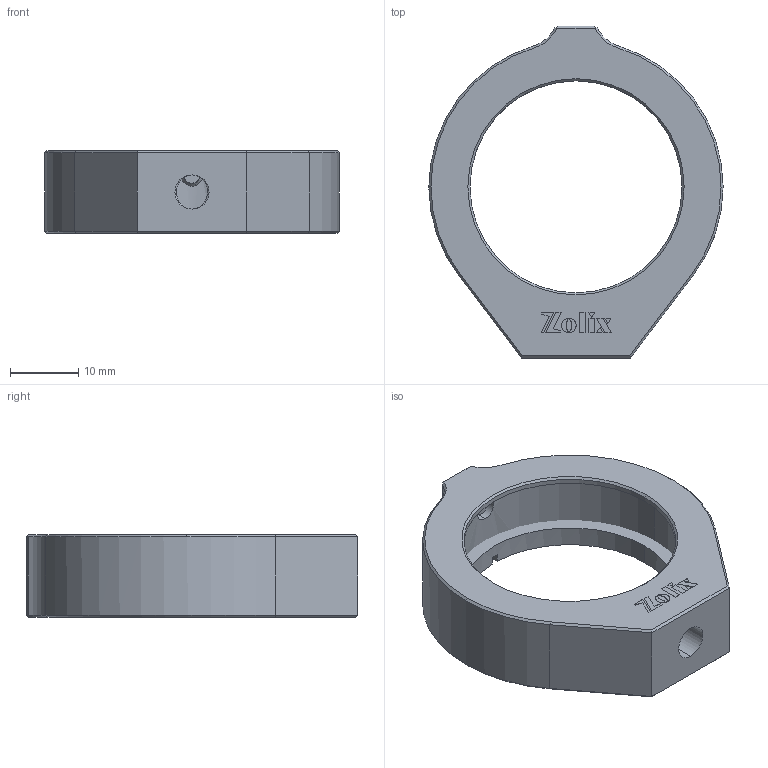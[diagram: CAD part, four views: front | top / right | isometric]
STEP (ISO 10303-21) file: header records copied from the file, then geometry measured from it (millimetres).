
FILE_DESCRIPTION (( 'STEP AP214' ), '1' );
FILE_NAME ('NLB35.step', '2019-05-10T01:44:09', ( '' ), ( '' ), 'SwSTEP 2.0', 'SolidWorks 2016', '' );
FILE_SCHEMA (( 'AUTOMOTIVE_DESIGN' ));
Length unit declared in the file: millimetre
Products named in the file (1): NLB35
Bounding box: 43 x 48.5 x 12 mm (x, y, z)
Volume: 8057.2 mm3; surface area: 5916 mm2
Topology: 4 solids, 4 shells, 240 faces, 632 edges, 409 vertices
Faces by surface type: plane 192, cone 27, cylinder 21
Entity records: 10103 total; most frequent: CARTESIAN_POINT 1428, ORIENTED_EDGE 1260, DIRECTION 1176, EDGE_CURVE 630, LINE 534, VECTOR 534, VERTEX_POINT 409, AXIS2_PLACEMENT_3D 321
